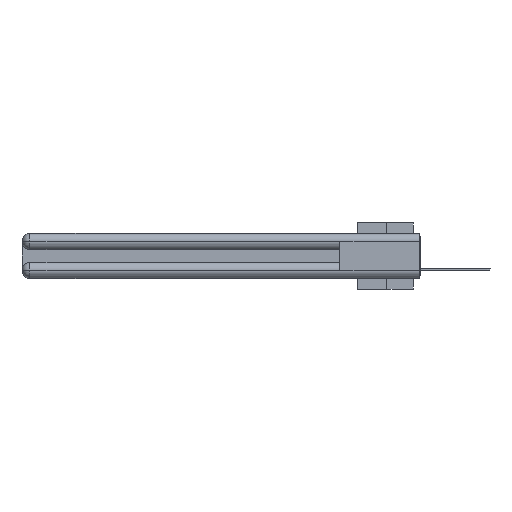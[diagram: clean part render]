
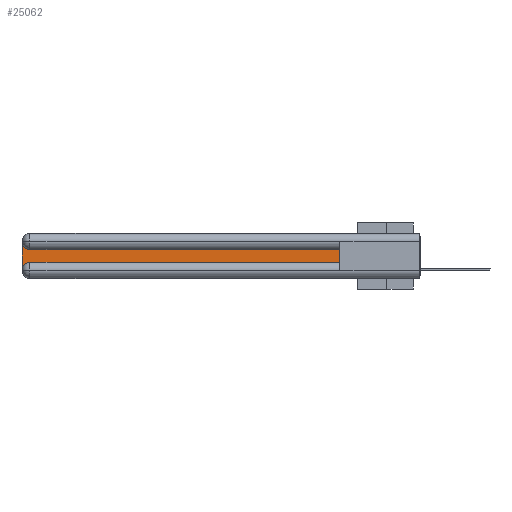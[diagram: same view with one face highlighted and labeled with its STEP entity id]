
A CAD part, left-side view. The second image highlights one B-rep face of the part: STEP entity #25062.
In plain terms, the highlighted planar face has unit normal (-1, 0, 0).
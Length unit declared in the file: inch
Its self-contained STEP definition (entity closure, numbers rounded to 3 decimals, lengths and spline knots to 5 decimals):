
#310 = EDGE_CURVE ( 'NONE', #4725, #5792, #4936, .T. ) ;
#699 = DIRECTION ( 'NONE',  ( 0., 0., -1. ) ) ;
#2216 = DIRECTION ( 'NONE',  ( 0., 0., -1. ) ) ;
#3055 = EDGE_CURVE ( 'NONE', #35229, #34192, #19278, .T. ) ;
#3274 = VERTEX_POINT ( 'NONE', #11784 ) ;
#4227 = VECTOR ( 'NONE', #37163, 39.37008 ) ;
#4725 = VERTEX_POINT ( 'NONE', #32664 ) ;
#4936 = LINE ( 'NONE', #27881, #15319 ) ;
#5792 = VERTEX_POINT ( 'NONE', #6785 ) ;
#5927 = VERTEX_POINT ( 'NONE', #7330 ) ;
#6165 = AXIS2_PLACEMENT_3D ( 'NONE', #12169, #26459, #699 ) ;
#6785 = CARTESIAN_POINT ( 'NONE',  ( 0.075, 2.94, -0.1225 ) ) ;
#7330 = CARTESIAN_POINT ( 'NONE',  ( 0.075, 0.6, -0.2175 ) ) ;
#8090 = CARTESIAN_POINT ( 'NONE',  ( 0.075, 0.6, -0.2175 ) ) ;
#8327 = DIRECTION ( 'NONE',  ( 0., 1., 0. ) ) ;
#9309 = ORIENTED_EDGE ( 'NONE', *, *, #23458, .T. ) ;
#9432 = AXIS2_PLACEMENT_3D ( 'NONE', #36064, #21766, #2216 ) ;
#10591 = VECTOR ( 'NONE', #31029, 39.37008 ) ;
#11784 = CARTESIAN_POINT ( 'NONE',  ( 0.075, 2.94, -0.2175 ) ) ;
#12134 = PLANE ( 'NONE',  #24866 ) ;
#12169 = CARTESIAN_POINT ( 'NONE',  ( 0.075, 2.94, -0.2775 ) ) ;
#13099 = ORIENTED_EDGE ( 'NONE', *, *, #3055, .T. ) ;
#13611 = EDGE_CURVE ( 'NONE', #5927, #4725, #14431, .T. ) ;
#14239 = EDGE_LOOP ( 'NONE', ( #18964, #20647, #13099, #9309, #36223, #30550 ) ) ;
#14431 = LINE ( 'NONE', #17438, #4227 ) ;
#14433 = VECTOR ( 'NONE', #21916, 39.37008 ) ;
#14824 = CIRCLE ( 'NONE', #9432, 0.06 ) ;
#15319 = VECTOR ( 'NONE', #8327, 39.37008 ) ;
#16466 = CARTESIAN_POINT ( 'NONE',  ( 0.075, 3., -0.2175 ) ) ;
#16876 = CARTESIAN_POINT ( 'NONE',  ( 0.075, 3., -0.0625 ) ) ;
#17438 = CARTESIAN_POINT ( 'NONE',  ( 0.075, 0.6, -0.2175 ) ) ;
#18964 = ORIENTED_EDGE ( 'NONE', *, *, #310, .T. ) ;
#19278 = LINE ( 'NONE', #16466, #14433 ) ;
#19317 = EDGE_CURVE ( 'NONE', #5792, #35229, #14824, .T. ) ;
#20647 = ORIENTED_EDGE ( 'NONE', *, *, #19317, .T. ) ;
#21766 = DIRECTION ( 'NONE',  ( 1., 0., 0. ) ) ;
#21916 = DIRECTION ( 'NONE',  ( 0., 0., -1. ) ) ;
#23458 = EDGE_CURVE ( 'NONE', #34192, #3274, #33746, .T. ) ;
#24866 = AXIS2_PLACEMENT_3D ( 'NONE', #26597, #29984, #26229 ) ;
#25062 = ADVANCED_FACE ( 'NONE', ( #26418 ), #12134, .F. ) ;
#26229 = DIRECTION ( 'NONE',  ( 0., 0., -1. ) ) ;
#26418 = FACE_OUTER_BOUND ( 'NONE', #14239, .T. ) ;
#26459 = DIRECTION ( 'NONE',  ( 1., 0., 0. ) ) ;
#26597 = CARTESIAN_POINT ( 'NONE',  ( 0.075, 3., -0.1225 ) ) ;
#27881 = CARTESIAN_POINT ( 'NONE',  ( 0.075, 0.6, -0.1225 ) ) ;
#29984 = DIRECTION ( 'NONE',  ( 1., 0., 0. ) ) ;
#30550 = ORIENTED_EDGE ( 'NONE', *, *, #13611, .T. ) ;
#31029 = DIRECTION ( 'NONE',  ( 0., -1., 0. ) ) ;
#32664 = CARTESIAN_POINT ( 'NONE',  ( 0.075, 0.6, -0.1225 ) ) ;
#33746 = CIRCLE ( 'NONE', #6165, 0.06 ) ;
#34192 = VERTEX_POINT ( 'NONE', #34346 ) ;
#34213 = LINE ( 'NONE', #8090, #10591 ) ;
#34346 = CARTESIAN_POINT ( 'NONE',  ( 0.075, 3., -0.2775 ) ) ;
#35229 = VERTEX_POINT ( 'NONE', #16876 ) ;
#36064 = CARTESIAN_POINT ( 'NONE',  ( 0.075, 2.94, -0.0625 ) ) ;
#36223 = ORIENTED_EDGE ( 'NONE', *, *, #36737, .T. ) ;
#36737 = EDGE_CURVE ( 'NONE', #3274, #5927, #34213, .T. ) ;
#37163 = DIRECTION ( 'NONE',  ( 0., 0., 1. ) ) ;
